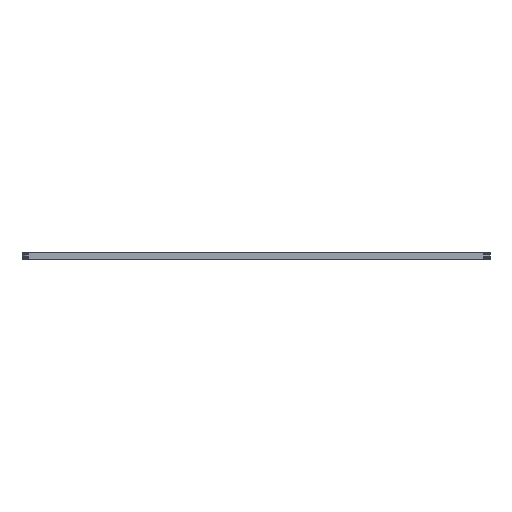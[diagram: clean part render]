
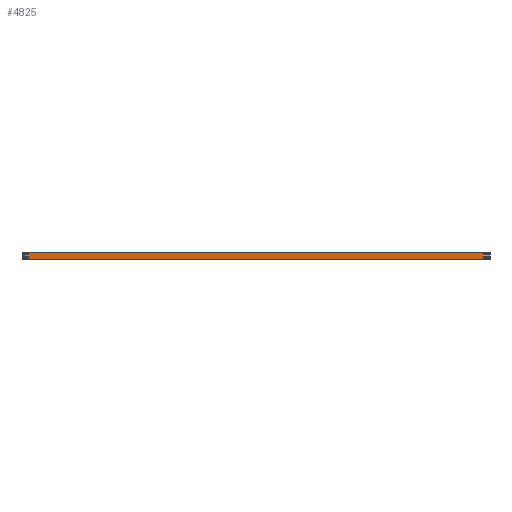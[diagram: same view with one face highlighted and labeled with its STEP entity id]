
A CAD part, front view. The second image highlights one B-rep face of the part: STEP entity #4825.
In plain terms, the highlighted planar face has unit normal (0, -1, 0).
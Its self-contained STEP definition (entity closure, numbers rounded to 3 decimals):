
#90 = PLANE('',#91);
#91 = AXIS2_PLACEMENT_3D('',#92,#93,#94);
#92 = CARTESIAN_POINT('',(45.,25.5,1.6));
#93 = DIRECTION('',(-0.,-0.,-1.));
#94 = DIRECTION('',(-1.,0.,0.));
#144 = PLANE('',#145);
#145 = AXIS2_PLACEMENT_3D('',#146,#147,#148);
#146 = CARTESIAN_POINT('',(45.,25.5,0.));
#147 = DIRECTION('',(-0.,-0.,-1.));
#148 = DIRECTION('',(-1.,0.,0.));
#785 = VERTEX_POINT('',#786);
#786 = CARTESIAN_POINT('',(97.5,-8.5,0.));
#800 = PLANE('',#801);
#801 = AXIS2_PLACEMENT_3D('',#802,#803,#804);
#802 = CARTESIAN_POINT('',(97.735,-8.482,0.));
#803 = DIRECTION('',(0.078,-0.997,0.));
#804 = DIRECTION('',(-0.997,-0.078,0.));
#812 = EDGE_CURVE('',#785,#813,#815,.T.);
#813 = VERTEX_POINT('',#814);
#814 = CARTESIAN_POINT('',(-7.5,-8.5,0.));
#815 = SURFACE_CURVE('',#816,(#820,#827),.PCURVE_S1.);
#816 = LINE('',#817,#818);
#817 = CARTESIAN_POINT('',(97.5,-8.5,0.));
#818 = VECTOR('',#819,1.);
#819 = DIRECTION('',(-1.,0.,0.));
#820 = PCURVE('',#144,#821);
#821 = DEFINITIONAL_REPRESENTATION('',(#822),#826);
#822 = LINE('',#823,#824);
#823 = CARTESIAN_POINT('',(-52.5,-34.));
#824 = VECTOR('',#825,1.);
#825 = DIRECTION('',(1.,0.));
#826 = ( GEOMETRIC_REPRESENTATION_CONTEXT(2) 
PARAMETRIC_REPRESENTATION_CONTEXT() REPRESENTATION_CONTEXT('2D SPACE',''
  ) );
#827 = PCURVE('',#828,#833);
#828 = PLANE('',#829);
#829 = AXIS2_PLACEMENT_3D('',#830,#831,#832);
#830 = CARTESIAN_POINT('',(97.5,-8.5,0.));
#831 = DIRECTION('',(0.,-1.,0.));
#832 = DIRECTION('',(-1.,0.,0.));
#833 = DEFINITIONAL_REPRESENTATION('',(#834),#838);
#834 = LINE('',#835,#836);
#835 = CARTESIAN_POINT('',(0.,-0.));
#836 = VECTOR('',#837,1.);
#837 = DIRECTION('',(1.,0.));
#838 = ( GEOMETRIC_REPRESENTATION_CONTEXT(2) 
PARAMETRIC_REPRESENTATION_CONTEXT() REPRESENTATION_CONTEXT('2D SPACE',''
  ) );
#856 = PLANE('',#857);
#857 = AXIS2_PLACEMENT_3D('',#858,#859,#860);
#858 = CARTESIAN_POINT('',(-7.5,-8.5,0.));
#859 = DIRECTION('',(-0.078,-0.997,0.));
#860 = DIRECTION('',(-0.997,0.078,0.));
#2617 = VERTEX_POINT('',#2618);
#2618 = CARTESIAN_POINT('',(97.5,-8.5,1.6));
#2639 = EDGE_CURVE('',#2617,#2640,#2642,.T.);
#2640 = VERTEX_POINT('',#2641);
#2641 = CARTESIAN_POINT('',(-7.5,-8.5,1.6));
#2642 = SURFACE_CURVE('',#2643,(#2647,#2654),.PCURVE_S1.);
#2643 = LINE('',#2644,#2645);
#2644 = CARTESIAN_POINT('',(97.5,-8.5,1.6));
#2645 = VECTOR('',#2646,1.);
#2646 = DIRECTION('',(-1.,0.,0.));
#2647 = PCURVE('',#90,#2648);
#2648 = DEFINITIONAL_REPRESENTATION('',(#2649),#2653);
#2649 = LINE('',#2650,#2651);
#2650 = CARTESIAN_POINT('',(-52.5,-34.));
#2651 = VECTOR('',#2652,1.);
#2652 = DIRECTION('',(1.,0.));
#2653 = ( GEOMETRIC_REPRESENTATION_CONTEXT(2) 
PARAMETRIC_REPRESENTATION_CONTEXT() REPRESENTATION_CONTEXT('2D SPACE',''
  ) );
#2654 = PCURVE('',#828,#2655);
#2655 = DEFINITIONAL_REPRESENTATION('',(#2656),#2660);
#2656 = LINE('',#2657,#2658);
#2657 = CARTESIAN_POINT('',(0.,-1.6));
#2658 = VECTOR('',#2659,1.);
#2659 = DIRECTION('',(1.,0.));
#2660 = ( GEOMETRIC_REPRESENTATION_CONTEXT(2) 
PARAMETRIC_REPRESENTATION_CONTEXT() REPRESENTATION_CONTEXT('2D SPACE',''
  ) );
#4777 = EDGE_CURVE('',#785,#2617,#4778,.T.);
#4778 = SURFACE_CURVE('',#4779,(#4783,#4790),.PCURVE_S1.);
#4779 = LINE('',#4780,#4781);
#4780 = CARTESIAN_POINT('',(97.5,-8.5,0.));
#4781 = VECTOR('',#4782,1.);
#4782 = DIRECTION('',(0.,0.,1.));
#4783 = PCURVE('',#800,#4784);
#4784 = DEFINITIONAL_REPRESENTATION('',(#4785),#4789);
#4785 = LINE('',#4786,#4787);
#4786 = CARTESIAN_POINT('',(0.235,0.));
#4787 = VECTOR('',#4788,1.);
#4788 = DIRECTION('',(0.,-1.));
#4789 = ( GEOMETRIC_REPRESENTATION_CONTEXT(2) 
PARAMETRIC_REPRESENTATION_CONTEXT() REPRESENTATION_CONTEXT('2D SPACE',''
  ) );
#4790 = PCURVE('',#828,#4791);
#4791 = DEFINITIONAL_REPRESENTATION('',(#4792),#4796);
#4792 = LINE('',#4793,#4794);
#4793 = CARTESIAN_POINT('',(0.,-0.));
#4794 = VECTOR('',#4795,1.);
#4795 = DIRECTION('',(0.,-1.));
#4796 = ( GEOMETRIC_REPRESENTATION_CONTEXT(2) 
PARAMETRIC_REPRESENTATION_CONTEXT() REPRESENTATION_CONTEXT('2D SPACE',''
  ) );
#4825 = ADVANCED_FACE('',(#4826),#828,.T.);
#4826 = FACE_BOUND('',#4827,.T.);
#4827 = EDGE_LOOP('',(#4828,#4829,#4830,#4851));
#4828 = ORIENTED_EDGE('',*,*,#4777,.T.);
#4829 = ORIENTED_EDGE('',*,*,#2639,.T.);
#4830 = ORIENTED_EDGE('',*,*,#4831,.F.);
#4831 = EDGE_CURVE('',#813,#2640,#4832,.T.);
#4832 = SURFACE_CURVE('',#4833,(#4837,#4844),.PCURVE_S1.);
#4833 = LINE('',#4834,#4835);
#4834 = CARTESIAN_POINT('',(-7.5,-8.5,0.));
#4835 = VECTOR('',#4836,1.);
#4836 = DIRECTION('',(0.,0.,1.));
#4837 = PCURVE('',#828,#4838);
#4838 = DEFINITIONAL_REPRESENTATION('',(#4839),#4843);
#4839 = LINE('',#4840,#4841);
#4840 = CARTESIAN_POINT('',(105.,0.));
#4841 = VECTOR('',#4842,1.);
#4842 = DIRECTION('',(0.,-1.));
#4843 = ( GEOMETRIC_REPRESENTATION_CONTEXT(2) 
PARAMETRIC_REPRESENTATION_CONTEXT() REPRESENTATION_CONTEXT('2D SPACE',''
  ) );
#4844 = PCURVE('',#856,#4845);
#4845 = DEFINITIONAL_REPRESENTATION('',(#4846),#4850);
#4846 = LINE('',#4847,#4848);
#4847 = CARTESIAN_POINT('',(0.,0.));
#4848 = VECTOR('',#4849,1.);
#4849 = DIRECTION('',(0.,-1.));
#4850 = ( GEOMETRIC_REPRESENTATION_CONTEXT(2) 
PARAMETRIC_REPRESENTATION_CONTEXT() REPRESENTATION_CONTEXT('2D SPACE',''
  ) );
#4851 = ORIENTED_EDGE('',*,*,#812,.F.);
